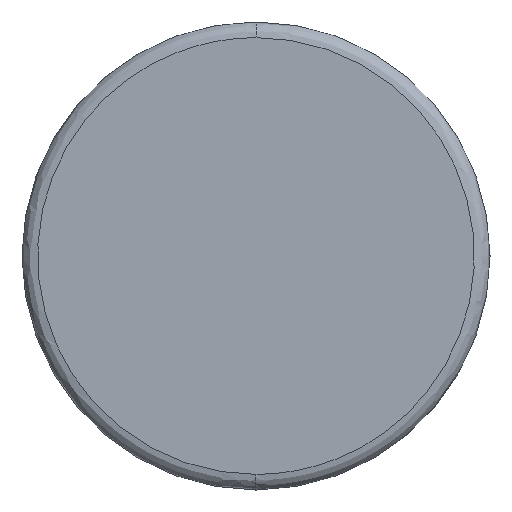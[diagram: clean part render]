
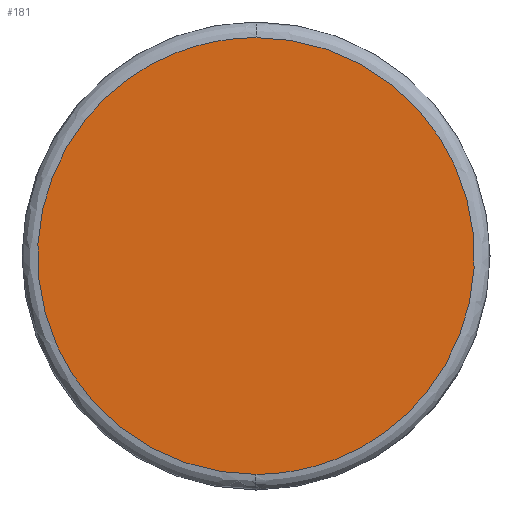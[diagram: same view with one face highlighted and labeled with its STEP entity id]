
A CAD part, left-side view. The second image highlights one B-rep face of the part: STEP entity #181.
In plain terms, the highlighted planar face has unit normal (-1, 0, 0).
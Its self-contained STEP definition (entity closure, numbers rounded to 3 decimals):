
#72 = CARTESIAN_POINT ( 'NONE',  ( 0., -1.4, 0.05 ) ) ;
#181 = ADVANCED_FACE ( 'NONE', ( #2265 ), #1916, .F. ) ;
#440 = ORIENTED_EDGE ( 'NONE', *, *, #1779, .F. ) ;
#465 = DIRECTION ( 'NONE',  ( 0., 0., -1. ) ) ;
#556 = CARTESIAN_POINT ( 'NONE',  ( 0., 0., 1.45 ) ) ;
#594 = CARTESIAN_POINT ( 'NONE',  ( 0., -1.4, 1.45 ) ) ;
#667 = CARTESIAN_POINT ( 'NONE',  ( 0., 0., 1.45 ) ) ;
#757 = AXIS2_PLACEMENT_3D ( 'NONE', #2076, #1743, #465 ) ;
#776 =( BOUNDED_CURVE ( )  B_SPLINE_CURVE ( 3, ( #1041, #1050, #2150, #1594 ),
 .UNSPECIFIED., .F., .T. ) 
 B_SPLINE_CURVE_WITH_KNOTS ( ( 4, 4 ),
 ( 0., 0.5 ),
 .UNSPECIFIED. ) 
 CURVE ( )  GEOMETRIC_REPRESENTATION_ITEM ( )  RATIONAL_B_SPLINE_CURVE ( ( 1., 0.333, 0.333, 1. ) ) 
 REPRESENTATION_ITEM ( '' )  );
#778 = CARTESIAN_POINT ( 'NONE',  ( 0., 0., 0.05 ) ) ;
#794 = EDGE_CURVE ( 'NONE', #2044, #2205, #776, .T. ) ;
#1041 = CARTESIAN_POINT ( 'NONE',  ( 0., 0., 0.05 ) ) ;
#1050 = CARTESIAN_POINT ( 'NONE',  ( 0., 1.4, 0.05 ) ) ;
#1193 = EDGE_LOOP ( 'NONE', ( #1856, #440 ) ) ;
#1594 = CARTESIAN_POINT ( 'NONE',  ( 0., 0., 1.45 ) ) ;
#1743 = DIRECTION ( 'NONE',  ( 1., 0., 0. ) ) ;
#1779 = EDGE_CURVE ( 'NONE', #2205, #2044, #2274, .T. ) ;
#1856 = ORIENTED_EDGE ( 'NONE', *, *, #794, .F. ) ;
#1916 = PLANE ( 'NONE',  #757 ) ;
#2044 = VERTEX_POINT ( 'NONE', #2204 ) ;
#2076 = CARTESIAN_POINT ( 'NONE',  ( 0., 0., 0.75 ) ) ;
#2150 = CARTESIAN_POINT ( 'NONE',  ( 0., 1.4, 1.45 ) ) ;
#2204 = CARTESIAN_POINT ( 'NONE',  ( 0., 0., 0.05 ) ) ;
#2205 = VERTEX_POINT ( 'NONE', #667 ) ;
#2265 = FACE_OUTER_BOUND ( 'NONE', #1193, .T. ) ;
#2274 =( BOUNDED_CURVE ( )  B_SPLINE_CURVE ( 3, ( #556, #594, #72, #778 ),
 .UNSPECIFIED., .F., .T. ) 
 B_SPLINE_CURVE_WITH_KNOTS ( ( 4, 4 ),
 ( 0.5, 1. ),
 .UNSPECIFIED. ) 
 CURVE ( )  GEOMETRIC_REPRESENTATION_ITEM ( )  RATIONAL_B_SPLINE_CURVE ( ( 1., 0.333, 0.333, 1. ) ) 
 REPRESENTATION_ITEM ( '' )  );
